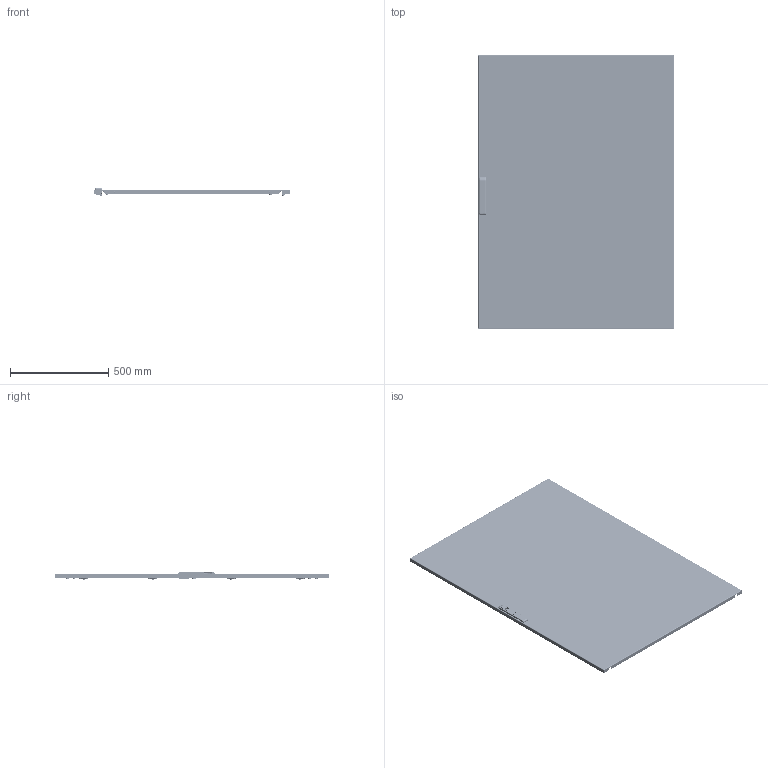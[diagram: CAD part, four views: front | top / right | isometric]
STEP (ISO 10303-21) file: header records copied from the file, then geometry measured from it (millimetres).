
FILE_DESCRIPTION (( 'STEP AP203' ), '1' );
FILE_NAME ('R5CPME101400.00.step', '2013-11-13T05:23:55', ( 'User' ), ( 'DKC' ), 'SwSTEP 2.0', 'SolidWorks 2012', '' );
FILE_SCHEMA (( 'CONFIG_CONTROL_DESIGN' ));
Length unit declared in the file: millimetre
Products named in the file (31): A5100043_A5100043; QE02C241_Piegato; R5CPME101400.00; AC00C184_AC00C184; AC00C112; A3100004_Dado M6 UNI 5588 znct; AC00C400; AC00C180; AC00C387; A2200018_A2200018; AC00C390_AC00C390; AC00C372; AC00C362; BOX13; A1100004; AC00C388_AC00C388; A7100032_A7100032; AC00C389_AC00C389; AC00C506_AC00C506; AC00C505_AC00C505; A0200018; AC00C254; AC00C169; TP14100; AE02C042_AE02C042; QB02C232_QB02C230; AC00C183_AC00C183; Guarnizione CPME_Guarnizione CPME 1000x1400; QE02T241G; AC00C061_AC00C061; AC00C720
Assembly tree (86 placements, depth 3):
  R5CPME101400.00
    QE02T241G
      QE02C241_Piegato
      A5100043_A5100043  x16
      AC00C720  x4
      AC00C061_AC00C061  x2
    Guarnizione CPME_Guarnizione CPME 1000x1400
    TP14100
      AC00C183_AC00C183  x4
      QB02C232_QB02C230  x2
      AE02C042_AE02C042  x2
    AC00C169  x4
    AC00C254  x4
    A0200018  x8
    BOX13
      AC00C505_AC00C505
      AC00C506_AC00C506
      AC00C389_AC00C389
      A7100032_A7100032
      AC00C388_AC00C388
      A1100004
    AC00C362
    AC00C372
    AC00C390_AC00C390  x2
    A2200018_A2200018  x4
    AC00C387
    AC00C180  x4
    AC00C400  x4
    A3100004_Dado M6 UNI 5588 znct  x4
    AC00C112  x4
    AC00C184_AC00C184  x4
Bounding box: 994 x 1396 x 42 mm (x, y, z)
Volume: 3946649.4 mm3; surface area: 3952695.9 mm2
Topology: 95 solids, 95 shells, 5875 faces, 14578 edges, 8987 vertices
Faces by surface type: plane 2384, cylinder 2158, cone 960, torus 216, bspline 125, sphere 32
Entity records: 69847 total; most frequent: CARTESIAN_POINT 14149, DIRECTION 10961, ORIENTED_EDGE 10344, EDGE_CURVE 5172, AXIS2_PLACEMENT_3D 3998, VERTEX_POINT 3326, VECTOR 2965, LINE 2965
